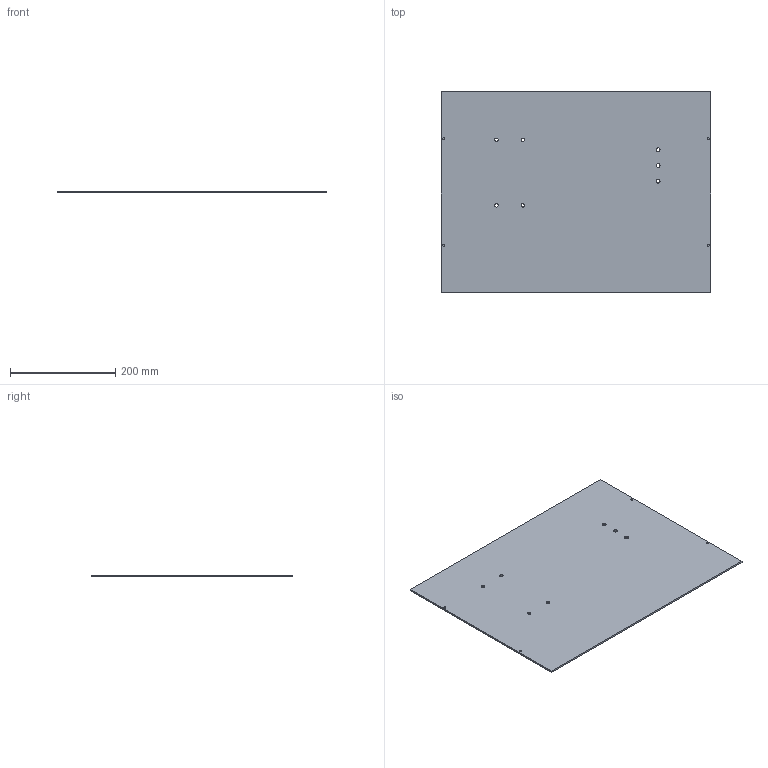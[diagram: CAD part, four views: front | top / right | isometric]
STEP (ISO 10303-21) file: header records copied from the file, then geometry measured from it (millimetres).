
FILE_DESCRIPTION(('FreeCAD Model'),'2;1');
FILE_NAME('Open CASCADE Shape Model','2025-03-24T12:17:41',(''),(''), 'Open CASCADE STEP processor 7.8','FreeCAD','Unknown');
FILE_SCHEMA(('AUTOMOTIVE_DESIGN { 1 0 10303 214 1 1 1 1 }'));
Length unit declared in the file: millimetre
Products named in the file (1): Body
Bounding box: 512.76 x 381 x 3.17 mm (x, y, z)
Volume: 619477.4 mm3; surface area: 396369.2 mm2
Topology: 1 solids, 1 shells, 21 faces, 41 edges, 30 vertices
Faces by surface type: plane 14, cylinder 7
Full cylindrical faces by diameter (mm): 6.5 x4, 7.1 x3
Entity records: 611 total; most frequent: DIRECTION 107, CARTESIAN_POINT 93, ORIENTED_EDGE 82, AXIS2_PLACEMENT_3D 44, FACE_BOUND 43, EDGE_LOOP 43, EDGE_CURVE 41, VERTEX_POINT 30
